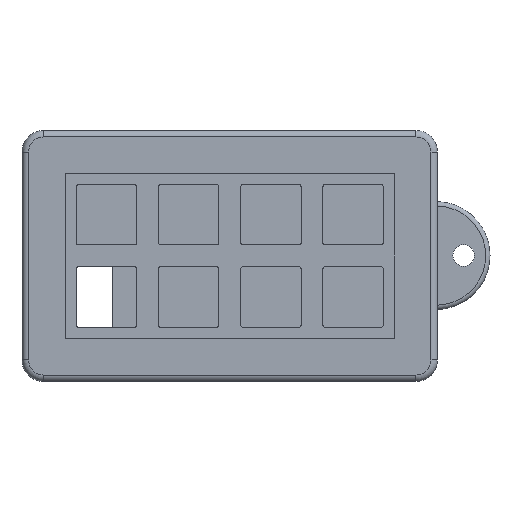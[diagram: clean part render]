
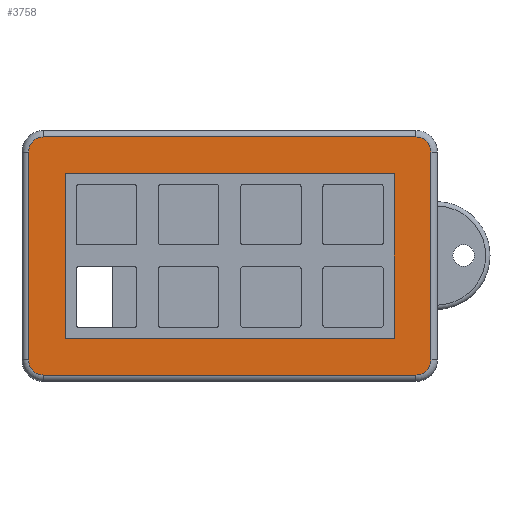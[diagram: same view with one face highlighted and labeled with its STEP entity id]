
A CAD part, front view. The second image highlights one B-rep face of the part: STEP entity #3758.
In plain terms, the highlighted planar face has unit normal (0, -1, 0).
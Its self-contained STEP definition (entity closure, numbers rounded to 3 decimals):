
#53=FACE_BOUND('',#613,.T.);
#184=PLANE('',#4115);
#377=FACE_OUTER_BOUND('',#612,.T.);
#612=EDGE_LOOP('',(#3357,#3358,#3359,#3360,#3361,#3362,#3363,#3364));
#613=EDGE_LOOP('',(#3365,#3366,#3367,#3368));
#959=LINE('',#6315,#1329);
#960=LINE('',#6326,#1330);
#962=LINE('',#6338,#1332);
#964=LINE('',#6350,#1334);
#973=LINE('',#6376,#1343);
#974=LINE('',#6378,#1344);
#975=LINE('',#6380,#1345);
#976=LINE('',#6381,#1346);
#1329=VECTOR('',#5040,10.);
#1330=VECTOR('',#5053,10.);
#1332=VECTOR('',#5067,10.);
#1334=VECTOR('',#5081,10.);
#1343=VECTOR('',#5110,10.);
#1344=VECTOR('',#5111,10.);
#1345=VECTOR('',#5112,10.);
#1346=VECTOR('',#5113,10.);
#1518=CIRCLE('',#4090,3.5);
#1522=CIRCLE('',#4096,3.5);
#1526=CIRCLE('',#4102,3.5);
#1529=CIRCLE('',#4107,3.5);
#1834=VERTEX_POINT('',#6308);
#1837=VERTEX_POINT('',#6313);
#1839=VERTEX_POINT('',#6318);
#1841=VERTEX_POINT('',#6324);
#1843=VERTEX_POINT('',#6330);
#1845=VERTEX_POINT('',#6336);
#1847=VERTEX_POINT('',#6342);
#1849=VERTEX_POINT('',#6348);
#1855=VERTEX_POINT('',#6374);
#1856=VERTEX_POINT('',#6375);
#1857=VERTEX_POINT('',#6377);
#1858=VERTEX_POINT('',#6379);
#2338=EDGE_CURVE('',#1837,#1834,#959,.T.);
#2340=EDGE_CURVE('',#1839,#1837,#1518,.T.);
#2343=EDGE_CURVE('',#1841,#1839,#960,.T.);
#2346=EDGE_CURVE('',#1843,#1841,#1522,.T.);
#2349=EDGE_CURVE('',#1845,#1843,#962,.T.);
#2352=EDGE_CURVE('',#1847,#1845,#1526,.T.);
#2355=EDGE_CURVE('',#1849,#1847,#964,.T.);
#2357=EDGE_CURVE('',#1834,#1849,#1529,.T.);
#2368=EDGE_CURVE('',#1855,#1856,#973,.T.);
#2369=EDGE_CURVE('',#1856,#1857,#974,.T.);
#2370=EDGE_CURVE('',#1857,#1858,#975,.T.);
#2371=EDGE_CURVE('',#1858,#1855,#976,.T.);
#3357=ORIENTED_EDGE('',*,*,#2338,.F.);
#3358=ORIENTED_EDGE('',*,*,#2340,.F.);
#3359=ORIENTED_EDGE('',*,*,#2343,.F.);
#3360=ORIENTED_EDGE('',*,*,#2346,.F.);
#3361=ORIENTED_EDGE('',*,*,#2349,.F.);
#3362=ORIENTED_EDGE('',*,*,#2352,.F.);
#3363=ORIENTED_EDGE('',*,*,#2355,.F.);
#3364=ORIENTED_EDGE('',*,*,#2357,.F.);
#3365=ORIENTED_EDGE('',*,*,#2368,.T.);
#3366=ORIENTED_EDGE('',*,*,#2369,.T.);
#3367=ORIENTED_EDGE('',*,*,#2370,.T.);
#3368=ORIENTED_EDGE('',*,*,#2371,.T.);
#3758=ADVANCED_FACE('',(#377,#53),#184,.F.);
#4090=AXIS2_PLACEMENT_3D('',#6320,#5045,#5046);
#4096=AXIS2_PLACEMENT_3D('',#6332,#5059,#5060);
#4102=AXIS2_PLACEMENT_3D('',#6344,#5073,#5074);
#4107=AXIS2_PLACEMENT_3D('',#6353,#5085,#5086);
#4115=AXIS2_PLACEMENT_3D('',#6373,#5108,#5109);
#5040=DIRECTION('',(0.,0.,-1.));
#5045=DIRECTION('center_axis',(0.,1.,0.));
#5046=DIRECTION('ref_axis',(0.707,0.,0.707));
#5053=DIRECTION('',(1.,0.,0.));
#5059=DIRECTION('center_axis',(0.,1.,0.));
#5060=DIRECTION('ref_axis',(-0.707,0.,0.707));
#5067=DIRECTION('',(0.,0.,1.));
#5073=DIRECTION('center_axis',(0.,1.,0.));
#5074=DIRECTION('ref_axis',(-0.707,0.,-0.707));
#5081=DIRECTION('',(-1.,0.,0.));
#5085=DIRECTION('center_axis',(0.,1.,0.));
#5086=DIRECTION('ref_axis',(0.707,0.,-0.707));
#5108=DIRECTION('center_axis',(0.,1.,0.));
#5109=DIRECTION('ref_axis',(0.,0.,1.));
#5110=DIRECTION('',(0.,0.,1.));
#5111=DIRECTION('',(1.,0.,0.));
#5112=DIRECTION('',(0.,0.,-1.));
#5113=DIRECTION('',(-1.,0.,0.));
#6308=CARTESIAN_POINT('',(84.8,-46.1,-43.2));
#6313=CARTESIAN_POINT('',(84.8,-46.1,5.));
#6315=CARTESIAN_POINT('',(84.8,-46.1,-33.65));
#6318=CARTESIAN_POINT('',(81.3,-46.1,8.5));
#6320=CARTESIAN_POINT('Origin',(81.3,-46.1,5.));
#6324=CARTESIAN_POINT('',(-5.,-46.1,8.5));
#6326=CARTESIAN_POINT('',(62.225,-46.1,8.5));
#6330=CARTESIAN_POINT('',(-8.5,-46.1,5.));
#6332=CARTESIAN_POINT('Origin',(-5.,-46.1,5.));
#6336=CARTESIAN_POINT('',(-8.5,-46.1,-43.2));
#6338=CARTESIAN_POINT('',(-8.5,-46.1,-4.55));
#6342=CARTESIAN_POINT('',(-5.,-46.1,-46.7));
#6344=CARTESIAN_POINT('Origin',(-5.,-46.1,-43.2));
#6348=CARTESIAN_POINT('',(81.3,-46.1,-46.7));
#6350=CARTESIAN_POINT('',(14.075,-46.1,-46.7));
#6353=CARTESIAN_POINT('Origin',(81.3,-46.1,-43.2));
#6373=CARTESIAN_POINT('Origin',(38.15,-46.1,-19.1));
#6374=CARTESIAN_POINT('',(0.,-46.1,-38.2));
#6375=CARTESIAN_POINT('',(0.,-46.1,0.));
#6376=CARTESIAN_POINT('',(0.,-46.1,-28.65));
#6377=CARTESIAN_POINT('',(76.3,-46.1,0.));
#6378=CARTESIAN_POINT('',(19.075,-46.1,0.));
#6379=CARTESIAN_POINT('',(76.3,-46.1,-38.2));
#6380=CARTESIAN_POINT('',(76.3,-46.1,-9.55));
#6381=CARTESIAN_POINT('',(57.225,-46.1,-38.2));
